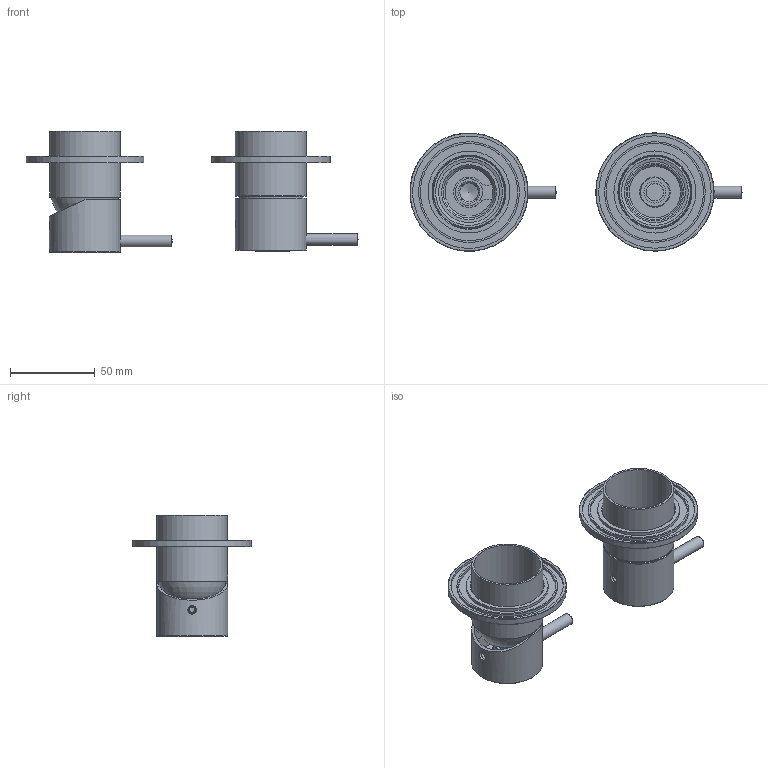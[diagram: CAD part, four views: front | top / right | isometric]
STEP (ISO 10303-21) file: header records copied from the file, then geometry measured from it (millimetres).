
FILE_DESCRIPTION(/* description */ ('Unknown'),/* implementation_level */ '2;1');
FILE_NAME(/* name */ 'CB129-00',/* time_stamp */ '2023-11-23T17:29:25+01:00',/* author */ ('Unknown'),/* organization */ ('Unknown'),/* preprocessor_version */ 'ST-DEVELOPER v18.102',/* originating_system */ 'Solid Edge',/* authorisation */ 'Unknown');
FILE_SCHEMA (('AUTOMOTIVE_DESIGN {1 0 10303 214 3 1 1}'));
Length unit declared in the file: millimetre
Products named in the file (12): CB129EXT-00; CB111-001_oa_0; CB111-02; CB005-08; CB111-01; CB031FL70-00_oa_1; CB005-14; CB031-11; CB031-001_oa_2; CB031-12; CB003-08; CB031FL70-00_oa_3
Assembly tree (12 placements, depth 3):
  CB129EXT-00
    CB111-001_oa_0
      CB111-02
      CB005-08
    CB111-01
    CB031FL70-00_oa_1
      CB005-14
    CB031-11
    CB031-001_oa_2
      CB031-12
      CB003-08
    CB031FL70-00_oa_3
      CB005-14
Bounding box: 196.31 x 70 x 72 mm (x, y, z)
Volume: 58090.3 mm3; surface area: 65058.2 mm2
Topology: 8 solids, 8 shells, 290 faces, 705 edges, 464 vertices
Faces by surface type: plane 140, cylinder 57, bspline 47, cone 25, torus 18, sphere 3
Full cylindrical faces by diameter (mm): 3.242 x1, 3.3 x1, 4.134 x1, 5 x4, 6 x1, 7 x2, 7.2 x1, 7.5 x1, 10 x1, 10.5 x1, 11 x1, 12.9 x1, 16 x1, 17 x1, 28.3 x1, 30.376 x3, 32.376 x1, 34.005 x1, 35 x1, 36 x2, 38 x1, 39 x2, 39.5 x2, 42 x4, 42.5 x2, 43 x2, 44.8 x2, 48.5 x2, 57.5 x2, 59.5 x2
Entity records: 9857 total; most frequent: CARTESIAN_POINT 2461, ORIENTED_EDGE 1072, DIRECTION 949, EDGE_CURVE 536, FACE_BOUND 404, EDGE_LOOP 401, VERTEX_POINT 398, AXIS2_PLACEMENT_3D 370
